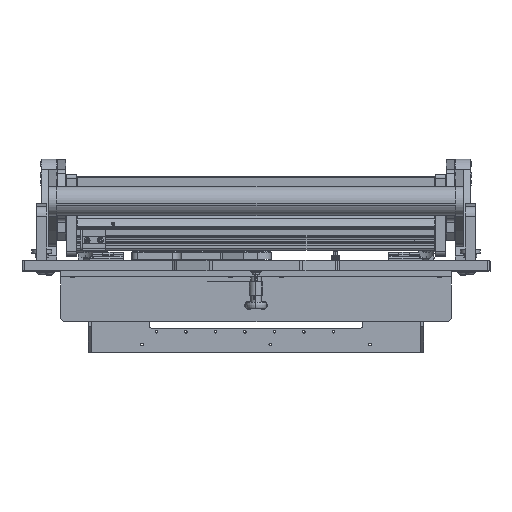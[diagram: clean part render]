
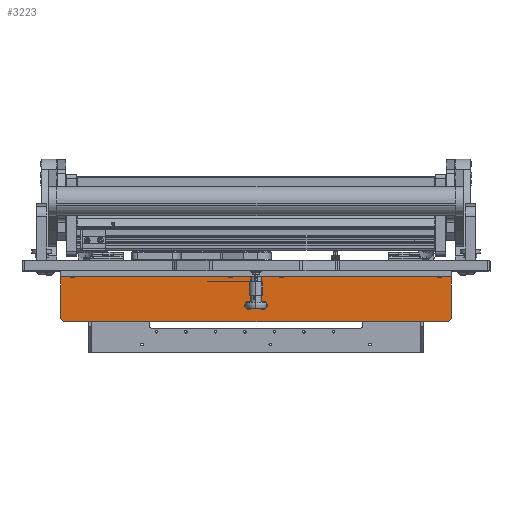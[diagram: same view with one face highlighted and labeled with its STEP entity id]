
A CAD part, top view. The second image highlights one B-rep face of the part: STEP entity #3223.
In plain terms, the highlighted face is planar.
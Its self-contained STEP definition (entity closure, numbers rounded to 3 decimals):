
#1173 = DIRECTION ( 'NONE',  ( 1., 0., 0. ) ) ;
#1810 = CARTESIAN_POINT ( 'NONE',  ( -6., -34., -5.3 ) ) ;
#3223 = ADVANCED_FACE ( 'NONE', ( #8423, #17625, #33026 ), #11012, .F. ) ;
#3430 = LINE ( 'NONE', #51836, #15248 ) ;
#5906 = CIRCLE ( 'NONE', #51684, 1.7 ) ;
#6242 = CARTESIAN_POINT ( 'NONE',  ( -6., -50., -189. ) ) ;
#8423 = FACE_BOUND ( 'NONE', #38504, .T. ) ;
#9092 = ORIENTED_EDGE ( 'NONE', *, *, #35083, .F. ) ;
#9160 = DIRECTION ( 'NONE',  ( 1., 0., 0. ) ) ;
#9953 = CIRCLE ( 'NONE', #64012, 1.7 ) ;
#10778 = VECTOR ( 'NONE', #63809, 1000. ) ;
#11012 = PLANE ( 'NONE',  #52138 ) ;
#11094 = VECTOR ( 'NONE', #51822, 1000. ) ;
#11542 = CARTESIAN_POINT ( 'NONE',  ( -6., -6., 192. ) ) ;
#12051 = LINE ( 'NONE', #48704, #22046 ) ;
#13835 = CARTESIAN_POINT ( 'NONE',  ( -6., -50., -189. ) ) ;
#13920 = DIRECTION ( 'NONE',  ( 0., 0., -1. ) ) ;
#14249 = ORIENTED_EDGE ( 'NONE', *, *, #63718, .T. ) ;
#14357 = LINE ( 'NONE', #67024, #38907 ) ;
#15135 = CARTESIAN_POINT ( 'NONE',  ( -6., -34., -7. ) ) ;
#15248 = VECTOR ( 'NONE', #57481, 1000. ) ;
#17625 = FACE_BOUND ( 'NONE', #50671, .T. ) ;
#20670 = AXIS2_PLACEMENT_3D ( 'NONE', #41593, #1173, #59653 ) ;
#22046 = VECTOR ( 'NONE', #13920, 1000. ) ;
#23660 = EDGE_CURVE ( 'NONE', #29945, #31117, #28480, .T. ) ;
#24612 = ORIENTED_EDGE ( 'NONE', *, *, #25907, .T. ) ;
#25128 = EDGE_CURVE ( 'NONE', #31117, #29945, #47263, .T. ) ;
#25907 = EDGE_CURVE ( 'NONE', #61392, #37088, #64549, .T. ) ;
#26664 = EDGE_CURVE ( 'NONE', #54125, #61392, #14357, .T. ) ;
#26880 = EDGE_CURVE ( 'NONE', #41171, #48364, #3430, .T. ) ;
#27812 = CARTESIAN_POINT ( 'NONE',  ( -6., -34., -8.7 ) ) ;
#28210 = ORIENTED_EDGE ( 'NONE', *, *, #23660, .T. ) ;
#28480 = CIRCLE ( 'NONE', #46898, 1.7 ) ;
#28552 = DIRECTION ( 'NONE',  ( 1., 0., 0. ) ) ;
#29549 = ORIENTED_EDGE ( 'NONE', *, *, #38084, .F. ) ;
#29945 = VERTEX_POINT ( 'NONE', #27812 ) ;
#30307 = EDGE_CURVE ( 'NONE', #50883, #39718, #5906, .T. ) ;
#31117 = VERTEX_POINT ( 'NONE', #1810 ) ;
#32792 = CARTESIAN_POINT ( 'NONE',  ( -6., -34., 5.3 ) ) ;
#33026 = FACE_OUTER_BOUND ( 'NONE', #58881, .T. ) ;
#33515 = CARTESIAN_POINT ( 'NONE',  ( -6., -6., 192. ) ) ;
#35083 = EDGE_CURVE ( 'NONE', #41171, #44700, #12051, .T. ) ;
#37088 = VERTEX_POINT ( 'NONE', #65057 ) ;
#38084 = EDGE_CURVE ( 'NONE', #54125, #48364, #46356, .T. ) ;
#38323 = DIRECTION ( 'NONE',  ( 1., 0., 0. ) ) ;
#38504 = EDGE_LOOP ( 'NONE', ( #71481, #40148 ) ) ;
#38566 = DIRECTION ( 'NONE',  ( 0., 1., 0. ) ) ;
#38907 = VECTOR ( 'NONE', #44003, 1000. ) ;
#39718 = VERTEX_POINT ( 'NONE', #32792 ) ;
#39964 = ORIENTED_EDGE ( 'NONE', *, *, #26880, .T. ) ;
#40148 = ORIENTED_EDGE ( 'NONE', *, *, #30307, .T. ) ;
#40533 = DIRECTION ( 'NONE',  ( 0., 1., 0. ) ) ;
#41171 = VERTEX_POINT ( 'NONE', #52848 ) ;
#41593 = CARTESIAN_POINT ( 'NONE',  ( -6., -34., -7. ) ) ;
#44003 = DIRECTION ( 'NONE',  ( 0., 0., -1. ) ) ;
#44007 = CARTESIAN_POINT ( 'NONE',  ( -6., -34., 7. ) ) ;
#44579 = DIRECTION ( 'NONE',  ( 1., 0., 0. ) ) ;
#44700 = VERTEX_POINT ( 'NONE', #13835 ) ;
#46356 = LINE ( 'NONE', #33515, #11094 ) ;
#46898 = AXIS2_PLACEMENT_3D ( 'NONE', #15135, #44579, #73972 ) ;
#47263 = CIRCLE ( 'NONE', #20670, 1.7 ) ;
#48132 = CARTESIAN_POINT ( 'NONE',  ( -6., -6., -192. ) ) ;
#48364 = VERTEX_POINT ( 'NONE', #61226 ) ;
#48704 = CARTESIAN_POINT ( 'NONE',  ( -6., -50., 192. ) ) ;
#49022 = CARTESIAN_POINT ( 'NONE',  ( -6., -34., 7. ) ) ;
#50300 = CARTESIAN_POINT ( 'NONE',  ( -6., -6., 192. ) ) ;
#50671 = EDGE_LOOP ( 'NONE', ( #28210, #57125 ) ) ;
#50883 = VERTEX_POINT ( 'NONE', #52447 ) ;
#51670 = VECTOR ( 'NONE', #53262, 1000. ) ;
#51684 = AXIS2_PLACEMENT_3D ( 'NONE', #44007, #9160, #73641 ) ;
#51822 = DIRECTION ( 'NONE',  ( 0., -1., 0. ) ) ;
#51836 = CARTESIAN_POINT ( 'NONE',  ( -6., -47., 192. ) ) ;
#52138 = AXIS2_PLACEMENT_3D ( 'NONE', #11542, #28552, #40533 ) ;
#52447 = CARTESIAN_POINT ( 'NONE',  ( -6., -34., 8.7 ) ) ;
#52848 = CARTESIAN_POINT ( 'NONE',  ( -6., -50., 189. ) ) ;
#53262 = DIRECTION ( 'NONE',  ( 0., -1., 0. ) ) ;
#54125 = VERTEX_POINT ( 'NONE', #50300 ) ;
#57125 = ORIENTED_EDGE ( 'NONE', *, *, #25128, .T. ) ;
#57481 = DIRECTION ( 'NONE',  ( 0., 0.707, 0.707 ) ) ;
#58881 = EDGE_LOOP ( 'NONE', ( #9092, #39964, #29549, #65179, #24612, #14249 ) ) ;
#59653 = DIRECTION ( 'NONE',  ( 0., 1., 0. ) ) ;
#61226 = CARTESIAN_POINT ( 'NONE',  ( -6., -47., 192. ) ) ;
#61392 = VERTEX_POINT ( 'NONE', #64577 ) ;
#62954 = EDGE_CURVE ( 'NONE', #39718, #50883, #9953, .T. ) ;
#63718 = EDGE_CURVE ( 'NONE', #37088, #44700, #65440, .T. ) ;
#63809 = DIRECTION ( 'NONE',  ( 0., -0.707, 0.707 ) ) ;
#64012 = AXIS2_PLACEMENT_3D ( 'NONE', #49022, #38323, #38566 ) ;
#64549 = LINE ( 'NONE', #48132, #51670 ) ;
#64577 = CARTESIAN_POINT ( 'NONE',  ( -6., -6., -192. ) ) ;
#65057 = CARTESIAN_POINT ( 'NONE',  ( -6., -47., -192. ) ) ;
#65179 = ORIENTED_EDGE ( 'NONE', *, *, #26664, .T. ) ;
#65440 = LINE ( 'NONE', #6242, #10778 ) ;
#67024 = CARTESIAN_POINT ( 'NONE',  ( -6., -6., 192. ) ) ;
#71481 = ORIENTED_EDGE ( 'NONE', *, *, #62954, .T. ) ;
#73641 = DIRECTION ( 'NONE',  ( 0., 1., 0. ) ) ;
#73972 = DIRECTION ( 'NONE',  ( 0., 1., 0. ) ) ;
